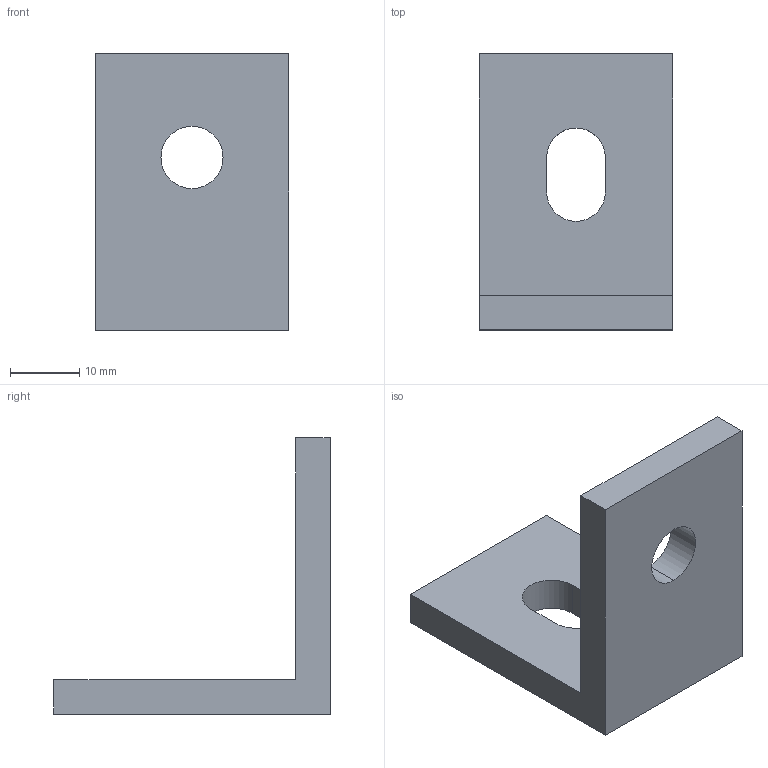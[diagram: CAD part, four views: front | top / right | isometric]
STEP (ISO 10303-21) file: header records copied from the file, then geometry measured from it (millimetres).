
FILE_DESCRIPTION(('Creo Elements/Direct Modeling STEP Export'),'2;1');
FILE_NAME('PX173467_0.stp','2022-12-12T13:47:17',(''),(''),'PTC Creo Elements/Direct Modeling STEP processor for AP214 (Solid Model)','PTC Creo Elements/Direct Modeling 19.0C 15-Aug-2015 (C) Parametric Technology GmbH','');
FILE_SCHEMA(('AUTOMOTIVE_DESIGN { 1 0 10303 214 1 1 1 1 }'));
Length unit declared in the file: millimetre
Products named in the file (2): C-Profilschienenwinkel_40x40x28x5_110.0070.9_PX173467
Assembly tree (1 placements, depth 2):
  C-Profilschienenwinkel_40x40x28x5_110.0070.9_PX173467
    C-Profilschienenwinkel_40x40x28x5_110.0070.9_PX173467
Bounding box: 28 x 40 x 40 mm (x, y, z)
Volume: 9685.7 mm3; surface area: 5229.2 mm2
Topology: 1 solids, 1 shells, 14 faces, 36 edges, 24 vertices
Faces by surface type: plane 10, cylinder 4
Entity records: 471 total; most frequent: CARTESIAN_POINT 74, DIRECTION 72, ORIENTED_EDGE 72, EDGE_CURVE 36, VECTOR 28, LINE 28, VERTEX_POINT 24, AXIS2_PLACEMENT_3D 22
